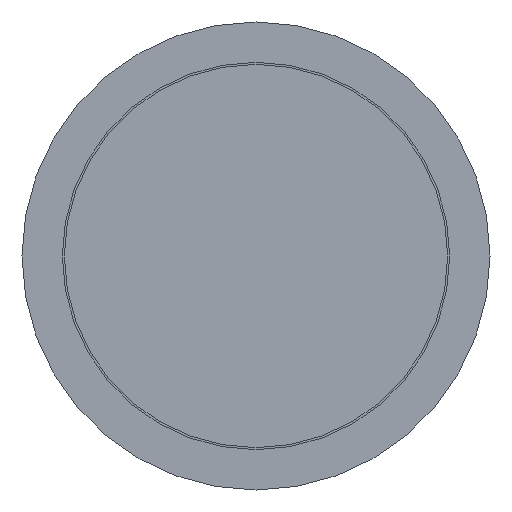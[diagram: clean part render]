
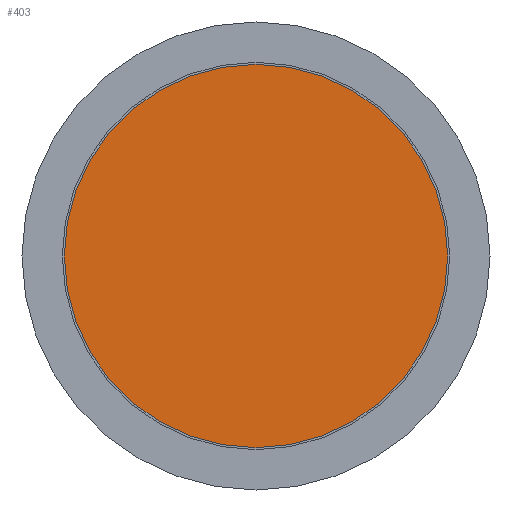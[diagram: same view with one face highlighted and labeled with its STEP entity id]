
A CAD part, front view. The second image highlights one B-rep face of the part: STEP entity #403.
In plain terms, the highlighted planar face has unit normal (0, -1, 0).
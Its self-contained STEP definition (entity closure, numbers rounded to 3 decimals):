
#20 = VERTEX_POINT ( 'NONE', #489 ) ;
#154 = EDGE_LOOP ( 'NONE', ( #173 ) ) ;
#173 = ORIENTED_EDGE ( 'NONE', *, *, #367, .T. ) ;
#246 = AXIS2_PLACEMENT_3D ( 'NONE', #513, #378, #340 ) ;
#251 = FACE_OUTER_BOUND ( 'NONE', #154, .T. ) ;
#287 = DIRECTION ( 'NONE',  ( 0., 0., 1. ) ) ;
#340 = DIRECTION ( 'NONE',  ( 0., 0., -1. ) ) ;
#342 = PLANE ( 'NONE',  #427 ) ;
#367 = EDGE_CURVE ( 'NONE', #20, #20, #490, .T. ) ;
#378 = DIRECTION ( 'NONE',  ( 0., -1., 0. ) ) ;
#403 = ADVANCED_FACE ( 'NONE', ( #251 ), #342, .F. ) ;
#422 = DIRECTION ( 'NONE',  ( 0., 1., 0. ) ) ;
#427 = AXIS2_PLACEMENT_3D ( 'NONE', #515, #422, #287 ) ;
#489 = CARTESIAN_POINT ( 'NONE',  ( 0., 0., -23.75 ) ) ;
#490 = CIRCLE ( 'NONE', #246, 23.75 ) ;
#513 = CARTESIAN_POINT ( 'NONE',  ( 0., 0., 0. ) ) ;
#515 = CARTESIAN_POINT ( 'NONE',  ( -23.75, 0., 0. ) ) ;
